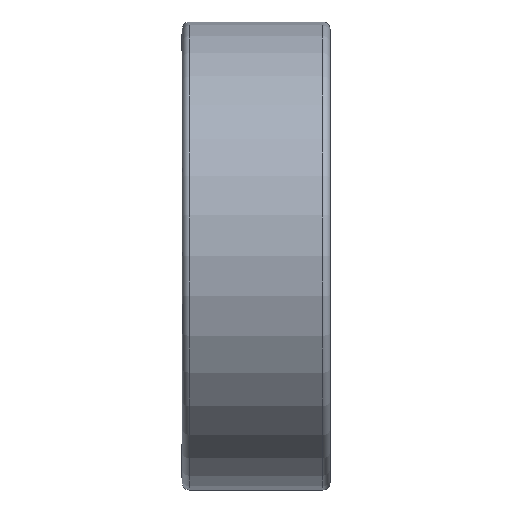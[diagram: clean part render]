
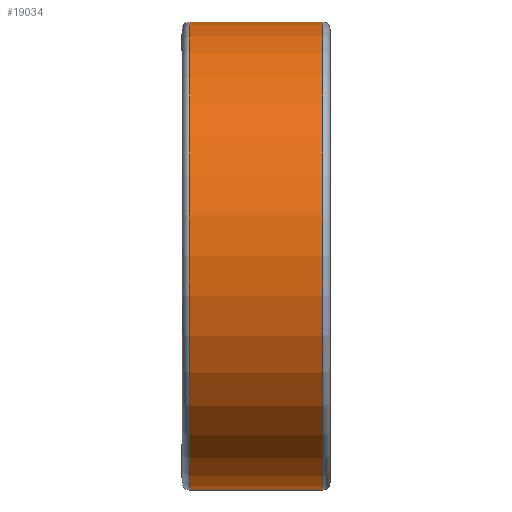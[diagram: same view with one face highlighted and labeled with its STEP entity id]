
A CAD part, top view. The second image highlights one B-rep face of the part: STEP entity #19034.
In plain terms, the highlighted cylindrical face has radius 9.5 mm (diameter 19 mm), a partial arc.
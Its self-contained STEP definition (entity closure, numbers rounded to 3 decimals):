
#9421=DIRECTION('',(-1.,0.,0.));
#9422=VECTOR('',#9421,5.4);
#9423=CARTESIAN_POINT('',(2.7,9.5,0.));
#9424=LINE('',#9423,#9422);
#9428=DIRECTION('',(-1.,0.,0.));
#9429=VECTOR('',#9428,5.4);
#9430=CARTESIAN_POINT('',(2.7,-9.5,0.));
#9431=LINE('',#9430,#9429);
#9443=CARTESIAN_POINT('',(2.7,0.,0.));
#9444=DIRECTION('',(1.,0.,0.));
#9445=DIRECTION('',(0.,1.,0.));
#9446=AXIS2_PLACEMENT_3D('',#9443,#9444,#9445);
#9451=CARTESIAN_POINT('',(-2.7,0.,0.));
#9452=DIRECTION('',(1.,0.,0.));
#9453=DIRECTION('',(0.,1.,0.));
#9454=AXIS2_PLACEMENT_3D('',#9451,#9452,#9453);
#16136=CARTESIAN_POINT('',(2.7,9.5,0.));
#16137=CARTESIAN_POINT('',(-2.7,9.5,0.));
#16138=VERTEX_POINT('',#16136);
#16139=VERTEX_POINT('',#16137);
#16148=CARTESIAN_POINT('',(2.7,-9.5,0.));
#16149=CARTESIAN_POINT('',(-2.7,-9.5,0.));
#16150=VERTEX_POINT('',#16148);
#16151=VERTEX_POINT('',#16149);
#19022=CARTESIAN_POINT('',(-3.3,0.,0.));
#19023=DIRECTION('',(1.,0.,0.));
#19024=DIRECTION('',(0.,-1.,0.));
#19025=AXIS2_PLACEMENT_3D('',#19022,#19023,#19024);
#19026=CYLINDRICAL_SURFACE('',#19025,9.5);
#19027=ORIENTED_EDGE('',*,*,#19012,.F.);
#19028=ORIENTED_EDGE('',*,*,#18989,.T.);
#19029=ORIENTED_EDGE('',*,*,#19016,.T.);
#19031=ORIENTED_EDGE('',*,*,#19030,.F.);
#19032=EDGE_LOOP('',(#19027,#19028,#19029,#19031));
#19033=FACE_OUTER_BOUND('',#19032,.F.);
#9447=CIRCLE('',#9446,9.5);
#9455=CIRCLE('',#9454,9.5);
#18989=EDGE_CURVE('',#16138,#16150,#9447,.T.);
#19012=EDGE_CURVE('',#16138,#16139,#9424,.T.);
#19016=EDGE_CURVE('',#16150,#16151,#9431,.T.);
#19030=EDGE_CURVE('',#16139,#16151,#9455,.T.);
#19034=ADVANCED_FACE('',(#19033),#19026,.T.);
